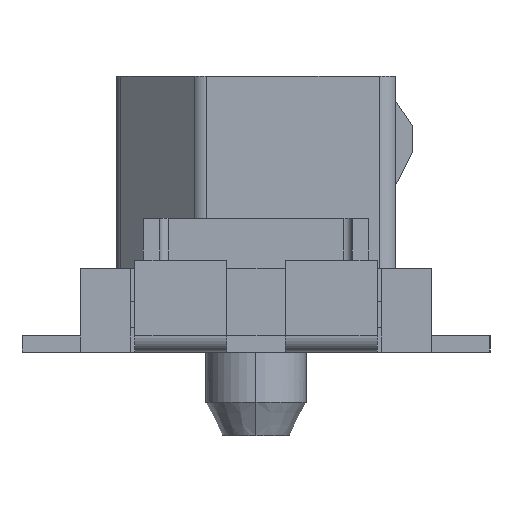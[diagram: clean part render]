
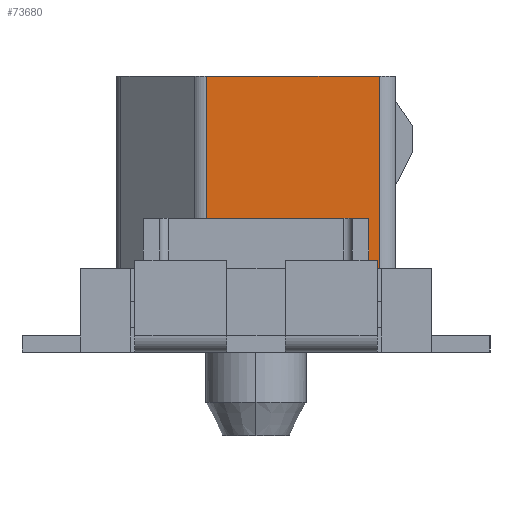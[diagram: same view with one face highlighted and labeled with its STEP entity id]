
A CAD part, left-side view. The second image highlights one B-rep face of the part: STEP entity #73680.
In plain terms, the highlighted planar face has unit normal (-1, 0, 0).
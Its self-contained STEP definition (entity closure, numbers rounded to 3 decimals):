
#73290=CARTESIAN_POINT('',(19.202,30.59,-2.415));
#73300=DIRECTION('',(1.,0.,0.));
#73310=DIRECTION('',(0.,0.,-1.));
#73320=AXIS2_PLACEMENT_3D('',#73290,#73300,#73310);
#73330=PLANE('',#73320);
#73340=CARTESIAN_POINT('',(19.202,0.,-2.3));
#73350=DIRECTION('',(0.,-1.,0.));
#73360=VECTOR('',#73350,1.);
#73370=LINE('',#73340,#73360);
#73380=CARTESIAN_POINT('',(19.202,32.76,-2.3));
#73390=VERTEX_POINT('',#73380);
#73400=CARTESIAN_POINT('',(19.202,30.693,-2.3));
#73410=VERTEX_POINT('',#73400);
#73420=EDGE_CURVE('',#73390,#73410,#73370,.T.);
#73430=ORIENTED_EDGE('',*,*,#73420,.T.);
#73440=CARTESIAN_POINT('',(19.202,32.76,-2.415));
#73450=DIRECTION('',(0.,0.,1.));
#73460=VECTOR('',#73450,1.);
#73470=LINE('',#73440,#73460);
#73480=CARTESIAN_POINT('',(19.202,32.76,0.));
#73490=VERTEX_POINT('',#73480);
#73500=EDGE_CURVE('',#73390,#73490,#73470,.T.);
#73510=ORIENTED_EDGE('',*,*,#73500,.F.);
#73520=CARTESIAN_POINT('',(19.202,0.,0.));
#73530=DIRECTION('',(0.,-1.,0.));
#73540=VECTOR('',#73530,1.);
#73550=LINE('',#73520,#73540);
#73560=CARTESIAN_POINT('',(19.202,30.693,0.));
#73570=VERTEX_POINT('',#73560);
#73580=EDGE_CURVE('',#73490,#73570,#73550,.T.);
#73590=ORIENTED_EDGE('',*,*,#73580,.F.);
#73600=CARTESIAN_POINT('',(19.202,30.693,0.115));
#73610=DIRECTION('',(0.,0.,-1.));
#73620=VECTOR('',#73610,1.);
#73630=LINE('',#73600,#73620);
#73640=EDGE_CURVE('',#73570,#73410,#73630,.T.);
#73650=ORIENTED_EDGE('',*,*,#73640,.F.);
#73660=EDGE_LOOP('',(#73650,#73590,#73510,#73430));
#73670=FACE_OUTER_BOUND('',#73660,.T.);
#73680=ADVANCED_FACE('',(#73670),#73330,.F.);
